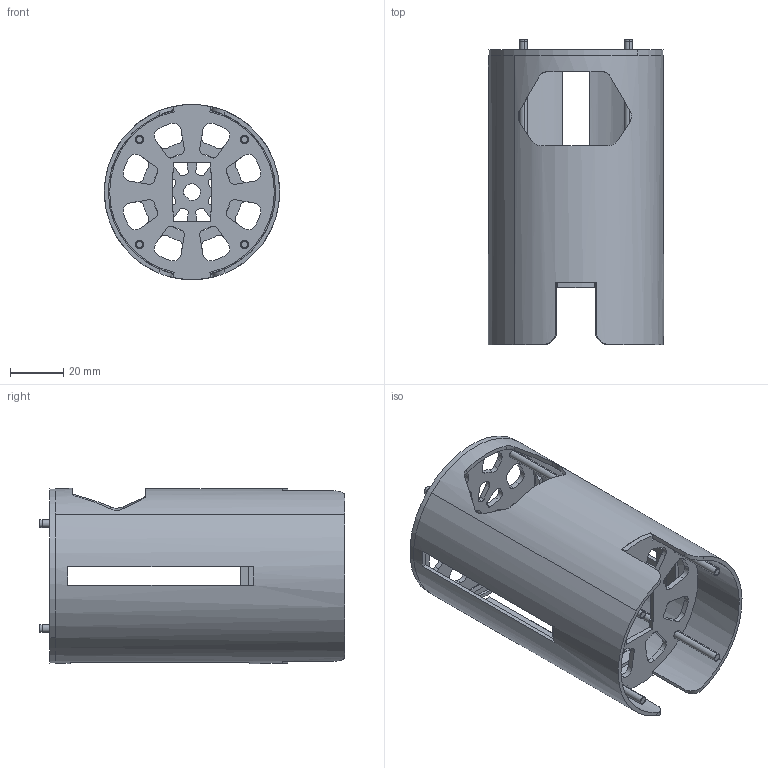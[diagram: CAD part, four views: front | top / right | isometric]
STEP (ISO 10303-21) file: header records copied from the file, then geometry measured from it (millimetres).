
FILE_DESCRIPTION(/* description */ ('VariCAD 2023-2.03 AP-214'),/* implementation_level */ '2;1');
FILE_NAME(/* name */ 'model CanSatu.stp',/* time_stamp */ '2023-04-12T09:22:02+01:00',/* author */ (''),/* organization */ (''),/* preprocessor_version */ 'VariCAD 2023-2.03',/* originating_system */ 'VariCAD 2023-2.03; kernel version (20180118)',/* authorisation */ '');
FILE_SCHEMA(('AUTOMOTIVE_DESIGN'));
Length unit declared in the file: millimetre
Products named in the file (8): model CanSatu; [Nepojmenovaný díl 39]
Assembly tree (7 placements, depth 2):
  model CanSatu
    (unnamed)
    (unnamed)
    (unnamed)
    [Nepojmenovaný díl 39]
    [Nepojmenovaný díl 39]
    [Nepojmenovaný díl 39]
    [Nepojmenovaný díl 39]
Bounding box: 65.96 x 115 x 65.95 mm (x, y, z)
Volume: 44053.3 mm3; surface area: 57381.6 mm2
Topology: 7 solids, 7 shells, 394 faces, 1096 edges, 721 vertices
Faces by surface type: cylinder 198, plane 191, cone 3, extrusion 2
Entity records: 13371 total; most frequent: CARTESIAN_POINT 2562, DIRECTION 2296, ORIENTED_EDGE 2186, EDGE_CURVE 1093, AXIS2_PLACEMENT_3D 833, VERTEX_POINT 720, VECTOR 630, LINE 628
